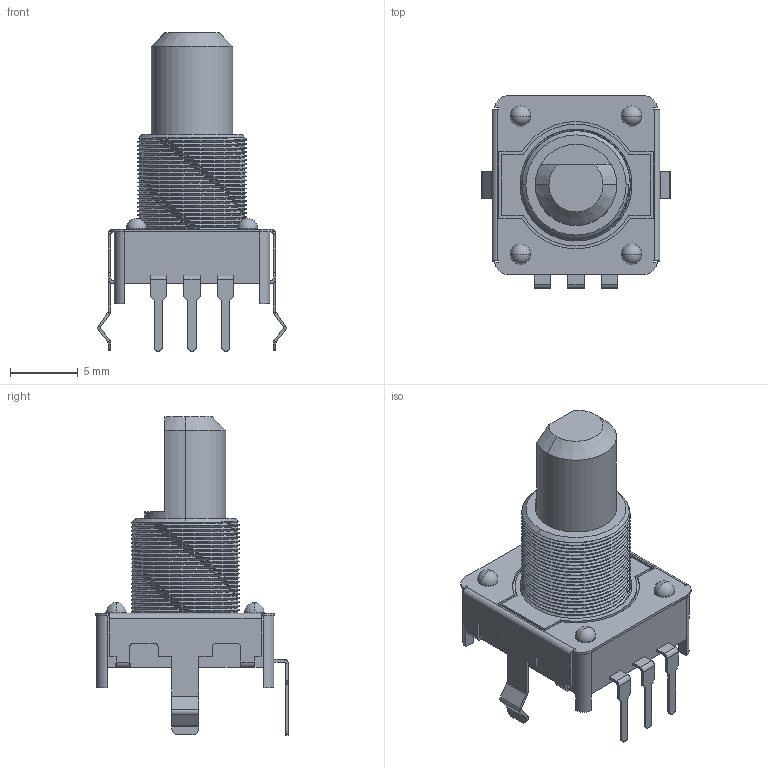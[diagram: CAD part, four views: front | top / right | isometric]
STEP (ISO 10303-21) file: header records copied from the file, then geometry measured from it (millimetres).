
FILE_DESCRIPTION (( 'STEP AP214' ), '1' );
FILE_NAME ('SW-TH_EC12EXXXX-L13.2-W12.4-H20.0-P2.5-LS14.0.step', '2022-07-26T16:57:29', ( '' ), ( '' ), 'SwSTEP 2.0', 'SolidWorks 2020', '' );
FILE_SCHEMA (( 'AUTOMOTIVE_DESIGN' ));
Length unit declared in the file: millimetre
Products named in the file (1): SW-TH_EC12EXXXX-L13.2-W12.4-H20.0-P2.5-LS14.0
Bounding box: 13.9 x 14.2 x 23.5 mm (x, y, z)
Volume: 1135.3 mm3; surface area: 1143.2 mm2
Topology: 14 solids, 14 shells, 672 faces, 1751 edges, 1118 vertices
Faces by surface type: plane 406, cylinder 138, bspline 115, sphere 8, cone 5
Entity records: 29788 total; most frequent: CARTESIAN_POINT 8037, ORIENTED_EDGE 3468, DIRECTION 2711, EDGE_CURVE 1734, LINE 1205, VECTOR 1205, VERTEX_POINT 1108, AXIS2_PLACEMENT_3D 753
